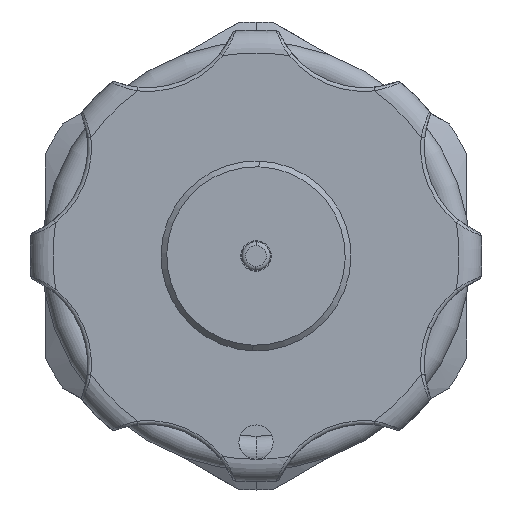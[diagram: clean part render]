
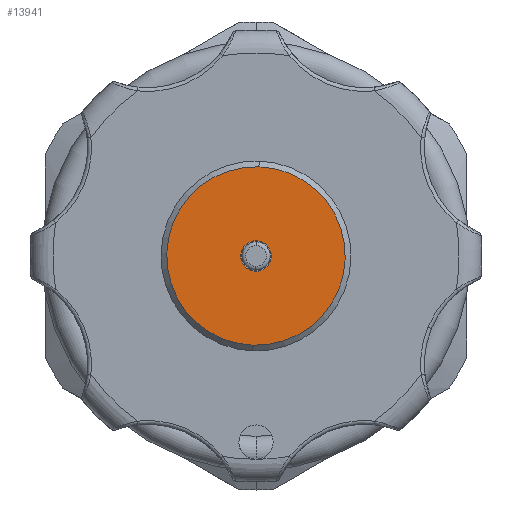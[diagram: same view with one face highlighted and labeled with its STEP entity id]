
A CAD part, left-side view. The second image highlights one B-rep face of the part: STEP entity #13941.
In plain terms, the highlighted planar face has unit normal (-1, 0, 0).
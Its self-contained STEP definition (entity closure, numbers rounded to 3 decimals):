
#559 = DIRECTION ( 'NONE',  ( 0., 0.033, -0.999 ) ) ;
#607 = ORIENTED_EDGE ( 'NONE', *, *, #1154, .T. ) ;
#1154 = EDGE_CURVE ( 'NONE', #11488, #15658, #3211, .T. ) ;
#1252 = DIRECTION ( 'NONE',  ( 0., 0.033, -0.999 ) ) ;
#1580 = EDGE_CURVE ( 'NONE', #15658, #11488, #3824, .T. ) ;
#1637 = PLANE ( 'NONE',  #6249 ) ;
#2319 = CARTESIAN_POINT ( 'NONE',  ( -35.35, 0.026, -0.8 ) ) ;
#2668 = CARTESIAN_POINT ( 'NONE',  ( -35.35, -0.155, 4.697 ) ) ;
#2880 = FACE_BOUND ( 'NONE', #6810, .T. ) ;
#3160 = DIRECTION ( 'NONE',  ( 0., 0.033, -0.999 ) ) ;
#3211 = CIRCLE ( 'NONE', #6021, 0.8 ) ;
#3824 = CIRCLE ( 'NONE', #12205, 0.8 ) ;
#4217 = DIRECTION ( 'NONE',  ( 1., 0., 0. ) ) ;
#4248 = CARTESIAN_POINT ( 'NONE',  ( -35.35, 0., 0. ) ) ;
#4652 = ORIENTED_EDGE ( 'NONE', *, *, #6209, .T. ) ;
#4849 = FACE_OUTER_BOUND ( 'NONE', #12534, .T. ) ;
#6021 = AXIS2_PLACEMENT_3D ( 'NONE', #13760, #11307, #1252 ) ;
#6209 = EDGE_CURVE ( 'NONE', #7942, #12219, #12861, .T. ) ;
#6249 = AXIS2_PLACEMENT_3D ( 'NONE', #11749, #6686, #11860 ) ;
#6686 = DIRECTION ( 'NONE',  ( 1., 0., 0. ) ) ;
#6766 = DIRECTION ( 'NONE',  ( -1., 0., 0. ) ) ;
#6810 = EDGE_LOOP ( 'NONE', ( #13549, #607 ) ) ;
#7159 = AXIS2_PLACEMENT_3D ( 'NONE', #15863, #8193, #12072 ) ;
#7942 = VERTEX_POINT ( 'NONE', #11797 ) ;
#8193 = DIRECTION ( 'NONE',  ( -1., 0., 0. ) ) ;
#9022 = CARTESIAN_POINT ( 'NONE',  ( -35.35, 0., 0. ) ) ;
#11041 = CIRCLE ( 'NONE', #16117, 4.7 ) ;
#11307 = DIRECTION ( 'NONE',  ( 1., 0., 0. ) ) ;
#11488 = VERTEX_POINT ( 'NONE', #14699 ) ;
#11749 = CARTESIAN_POINT ( 'NONE',  ( -35.35, 0., 0. ) ) ;
#11784 = EDGE_CURVE ( 'NONE', #12219, #7942, #11041, .T. ) ;
#11797 = CARTESIAN_POINT ( 'NONE',  ( -35.35, 0.155, -4.697 ) ) ;
#11860 = DIRECTION ( 'NONE',  ( 0., 0.033, -0.999 ) ) ;
#12072 = DIRECTION ( 'NONE',  ( 0., 0.033, -0.999 ) ) ;
#12205 = AXIS2_PLACEMENT_3D ( 'NONE', #9022, #4217, #3160 ) ;
#12219 = VERTEX_POINT ( 'NONE', #2668 ) ;
#12534 = EDGE_LOOP ( 'NONE', ( #4652, #16375 ) ) ;
#12861 = CIRCLE ( 'NONE', #7159, 4.7 ) ;
#13549 = ORIENTED_EDGE ( 'NONE', *, *, #1580, .T. ) ;
#13760 = CARTESIAN_POINT ( 'NONE',  ( -35.35, 0., 0. ) ) ;
#13941 = ADVANCED_FACE ( 'NONE', ( #4849, #2880 ), #1637, .F. ) ;
#14699 = CARTESIAN_POINT ( 'NONE',  ( -35.35, -0.026, 0.8 ) ) ;
#15658 = VERTEX_POINT ( 'NONE', #2319 ) ;
#15863 = CARTESIAN_POINT ( 'NONE',  ( -35.35, 0., 0. ) ) ;
#16117 = AXIS2_PLACEMENT_3D ( 'NONE', #4248, #6766, #559 ) ;
#16375 = ORIENTED_EDGE ( 'NONE', *, *, #11784, .T. ) ;
